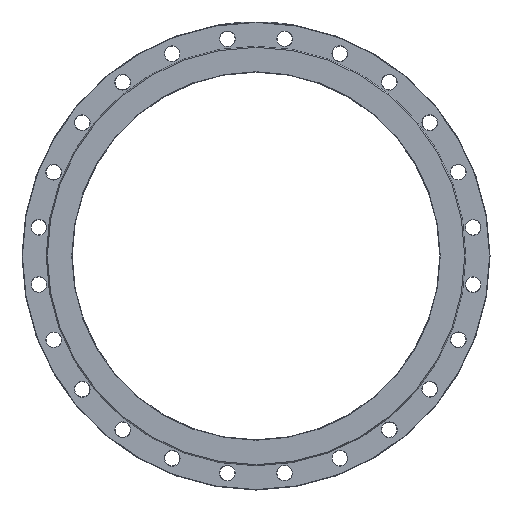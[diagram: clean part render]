
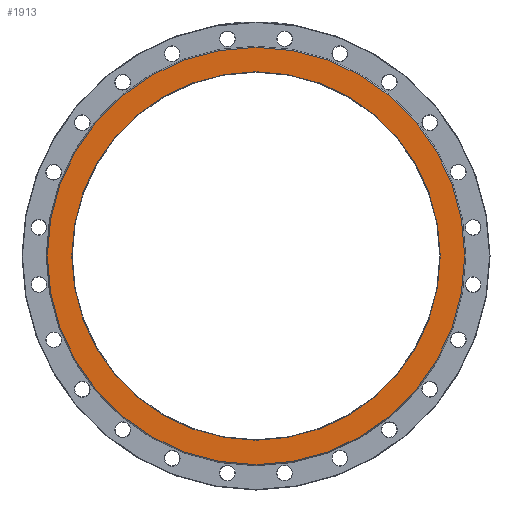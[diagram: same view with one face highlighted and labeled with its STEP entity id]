
A CAD part, left-side view. The second image highlights one B-rep face of the part: STEP entity #1913.
In plain terms, the highlighted planar face has unit normal (-1, 0, 0).
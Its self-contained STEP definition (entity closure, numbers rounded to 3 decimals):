
#509 = EDGE_CURVE ( 'NONE', #7550, #7550, #2715, .T. ) ;
#660 = FACE_BOUND ( 'NONE', #3498, .T. ) ;
#882 = EDGE_LOOP ( 'NONE', ( #3602 ) ) ;
#1913 = ADVANCED_FACE ( 'NONE', ( #660, #3814 ), #6996, .F. ) ;
#2656 = DIRECTION ( 'NONE',  ( -1., 0., 0. ) ) ;
#2715 = CIRCLE ( 'NONE', #6051, 399.5 ) ;
#3228 = DIRECTION ( 'NONE',  ( 0., 0., -1. ) ) ;
#3261 = AXIS2_PLACEMENT_3D ( 'NONE', #5825, #7667, #3228 ) ;
#3498 = EDGE_LOOP ( 'NONE', ( #6738 ) ) ;
#3602 = ORIENTED_EDGE ( 'NONE', *, *, #5326, .T. ) ;
#3814 = FACE_OUTER_BOUND ( 'NONE', #882, .T. ) ;
#3827 = CARTESIAN_POINT ( 'NONE',  ( 0., 0., 0. ) ) ;
#4655 = DIRECTION ( 'NONE',  ( 0., 0., -1. ) ) ;
#4766 = CARTESIAN_POINT ( 'NONE',  ( 0., 0., 452.5 ) ) ;
#5326 = EDGE_CURVE ( 'NONE', #8008, #8008, #6091, .T. ) ;
#5615 = CARTESIAN_POINT ( 'NONE',  ( 0., 0., -399.5 ) ) ;
#5825 = CARTESIAN_POINT ( 'NONE',  ( 0., 398.5, 0. ) ) ;
#6051 = AXIS2_PLACEMENT_3D ( 'NONE', #7849, #7213, #4655 ) ;
#6091 = CIRCLE ( 'NONE', #7041, 452.5 ) ;
#6378 = DIRECTION ( 'NONE',  ( 0., 0., 1. ) ) ;
#6738 = ORIENTED_EDGE ( 'NONE', *, *, #509, .T. ) ;
#6996 = PLANE ( 'NONE',  #3261 ) ;
#7041 = AXIS2_PLACEMENT_3D ( 'NONE', #3827, #2656, #6378 ) ;
#7213 = DIRECTION ( 'NONE',  ( 1., 0., 0. ) ) ;
#7550 = VERTEX_POINT ( 'NONE', #5615 ) ;
#7667 = DIRECTION ( 'NONE',  ( 1., 0., 0. ) ) ;
#7849 = CARTESIAN_POINT ( 'NONE',  ( 0., 0., 0. ) ) ;
#8008 = VERTEX_POINT ( 'NONE', #4766 ) ;
